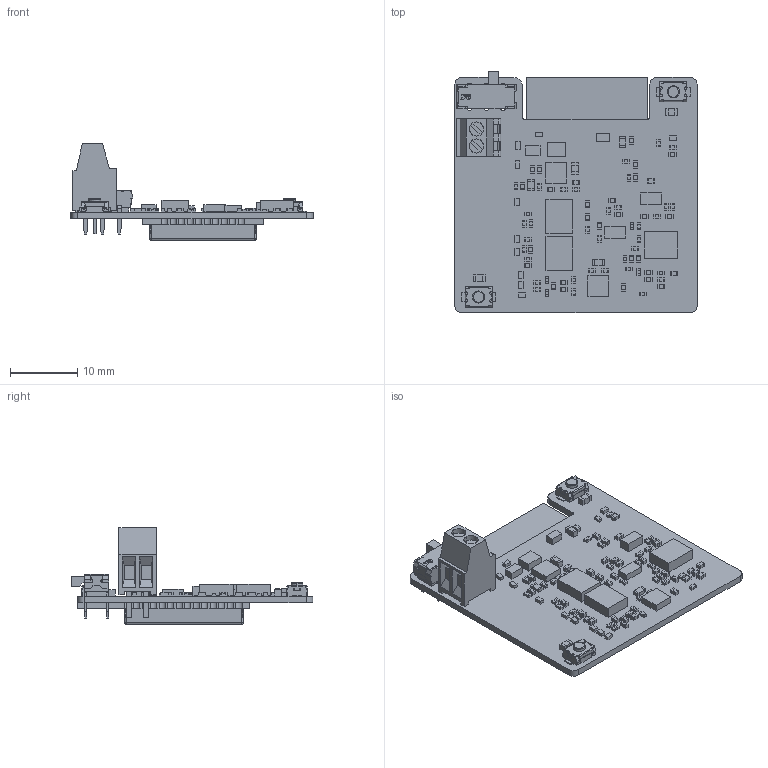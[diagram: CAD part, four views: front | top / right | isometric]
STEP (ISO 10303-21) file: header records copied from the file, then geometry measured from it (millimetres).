
FILE_DESCRIPTION(('Open CASCADE Model'),'2;1');
FILE_NAME('Open CASCADE Shape Model','2022-01-30T22:17:41',('Author'),( 'Open CASCADE'),'Open CASCADE STEP processor 6.8','Open CASCADE 6.8' ,'Unknown');
FILE_SCHEMA(('AUTOMOTIVE_DESIGN { 1 0 10303 214 1 1 1 1 }'));
Length unit declared in the file: millimetre
Products named in the file (185): PCB; Board; Open CASCADE STEP translator 6.8 1.1.1; C1; 7008830576; Extruded; 7008830416; C2; 7006597136; 7006596976; C3; C4; 7006596736; 7006596576; C5; C6; C7; C8; 7006623456; C9; C10; C11; C12; C13; C14; C15; 7006623936; 7006600496; C16; C17; C18; 7006622256; 7006622096; C19; C20; C21; C22; C23; C24; C25 ...
Assembly tree (390 placements, depth 4):
  PCB
    Board
      Open CASCADE STEP translator 6.8 1.1.1
    C1
      7008830576
        Extruded
      7008830416  x2
        Extruded
    C2
      7006597136
        Extruded
      7006596976  x2
        Extruded
    C3
      7008830576
        Extruded
      7008830416  x2
        Extruded
    C4
      7006596736
        Extruded
      7006596576  x2
        Extruded
    C5
      7006597136
        Extruded
      7006596976  x2
        Extruded
    C6
      7008830576
        Extruded
      7008830416  x2
        Extruded
    C7
      7008830576
        Extruded
      7008830416  x2
        Extruded
    C8
      7008830576
        Extruded
      7006623456  x2
        Extruded
    C9
      7008830576
        Extruded
      7006623456  x2
        Extruded
    C10
      7008830576
        Extruded
      7008830416  x2
        Extruded
    C11
      7008830576
        Extruded
      7006623456  x2
        Extruded
    C12
      7008830576
Bounding box: 36 x 35.92 x 14.36 mm (x, y, z)
Volume: 2241.3 mm3; surface area: 5933.9 mm2
Topology: 304 solids, 304 shells, 4014 faces, 9873 edges, 6541 vertices
Faces by surface type: plane 3707, cylinder 228, extrusion 47, bspline 16, torus 8, cone 4, sphere 4
Full cylindrical faces by diameter (mm): 0.5 x2, 0.6 x1, 0.75 x2, 0.762 x4, 1.1 x2
Entity records: 74609 total; most frequent: CARTESIAN_POINT 12899, ORIENTED_EDGE 11330, DIRECTION 11049, EDGE_CURVE 5665, VECTOR 5169, LINE 5122, VERTEX_POINT 3739, AXIS2_PLACEMENT_3D 2940
